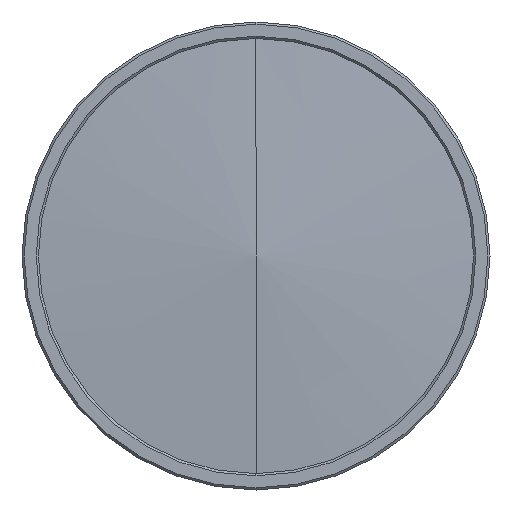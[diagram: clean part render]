
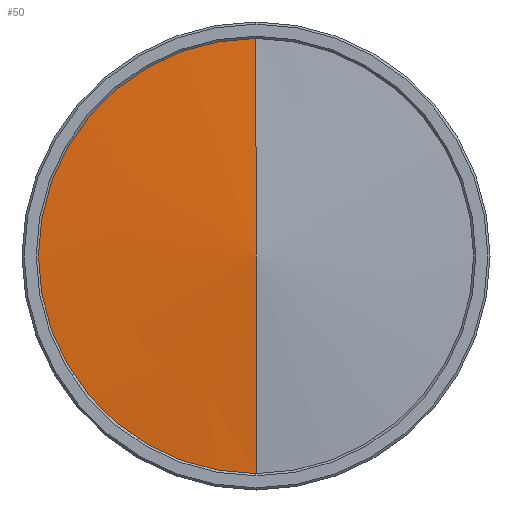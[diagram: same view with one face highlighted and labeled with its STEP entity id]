
A CAD part, left-side view. The second image highlights one B-rep face of the part: STEP entity #50.
In plain terms, the highlighted conical face has half-angle 86.041 degrees and reference radius 31.152 mm.
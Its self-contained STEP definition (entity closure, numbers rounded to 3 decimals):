
#50 = ADVANCED_FACE ( 'NONE', ( #1754 ), #1746, .T. ) ;
#202 = CARTESIAN_POINT ( 'NONE',  ( 2.059, 0., 29.75 ) ) ;
#214 = CARTESIAN_POINT ( 'NONE',  ( 0., 0., 0. ) ) ;
#216 = CARTESIAN_POINT ( 'NONE',  ( 2.059, 29.75, 0. ) ) ;
#222 = CARTESIAN_POINT ( 'NONE',  ( 2.059, 0., -29.75 ) ) ;
#544 = CARTESIAN_POINT ( 'NONE',  ( 2.059, 0., 0. ) ) ;
#545 = DIRECTION ( 'NONE',  ( 1., 0., 0. ) ) ;
#546 = DIRECTION ( 'NONE',  ( 0., 0., -1. ) ) ;
#551 = CARTESIAN_POINT ( 'NONE',  ( 2.059, 0., 0. ) ) ;
#552 = DIRECTION ( 'NONE',  ( 1., 0., 0. ) ) ;
#553 = DIRECTION ( 'NONE',  ( 0., 0., -1. ) ) ;
#572 = CARTESIAN_POINT ( 'NONE',  ( 2.156, 0., -31.152 ) ) ;
#573 = DIRECTION ( 'NONE',  ( 0.069, 0., -0.998 ) ) ;
#598 = CARTESIAN_POINT ( 'NONE',  ( 2.156, 0., 31.152 ) ) ;
#599 = DIRECTION ( 'NONE',  ( 0.069, 0., 0.998 ) ) ;
#736 = DIRECTION ( 'NONE',  ( 0., 0., -1. ) ) ;
#801 = DIRECTION ( 'NONE',  ( 1., 0., 0. ) ) ;
#875 = CARTESIAN_POINT ( 'NONE',  ( 2.156, 0., 0. ) ) ;
#1304 = EDGE_LOOP ( 'NONE', ( #1445, #1452, #1404, #1442 ) ) ;
#1404 = ORIENTED_EDGE ( 'NONE', *, *, #1926, .F. ) ;
#1442 = ORIENTED_EDGE ( 'NONE', *, *, #1928, .F. ) ;
#1445 = ORIENTED_EDGE ( 'NONE', *, *, #1939, .F. ) ;
#1452 = ORIENTED_EDGE ( 'NONE', *, *, #1947, .T. ) ;
#1466 = VERTEX_POINT ( 'NONE', #216 ) ;
#1467 = VERTEX_POINT ( 'NONE', #202 ) ;
#1468 = VERTEX_POINT ( 'NONE', #214 ) ;
#1473 = VERTEX_POINT ( 'NONE', #222 ) ;
#1558 = VECTOR ( 'NONE', #599, 1000. ) ;
#1566 = LINE ( 'NONE', #572, #1569 ) ;
#1569 = VECTOR ( 'NONE', #573, 1000. ) ;
#1578 = LINE ( 'NONE', #598, #1558 ) ;
#1746 = CONICAL_SURFACE ( 'NONE', #1992, 31.152, 1.502 ) ;
#1754 = FACE_OUTER_BOUND ( 'NONE', #1304, .T. ) ;
#1850 = CIRCLE ( 'NONE', #2074, 29.75 ) ;
#1854 = CIRCLE ( 'NONE', #2076, 29.75 ) ;
#1926 = EDGE_CURVE ( 'NONE', #1466, #1467, #1850, .T. ) ;
#1928 = EDGE_CURVE ( 'NONE', #1473, #1466, #1854, .T. ) ;
#1939 = EDGE_CURVE ( 'NONE', #1468, #1473, #1566, .T. ) ;
#1947 = EDGE_CURVE ( 'NONE', #1468, #1467, #1578, .T. ) ;
#1992 = AXIS2_PLACEMENT_3D ( 'NONE', #875, #801, #736 ) ;
#2074 = AXIS2_PLACEMENT_3D ( 'NONE', #544, #545, #546 ) ;
#2076 = AXIS2_PLACEMENT_3D ( 'NONE', #551, #552, #553 ) ;
